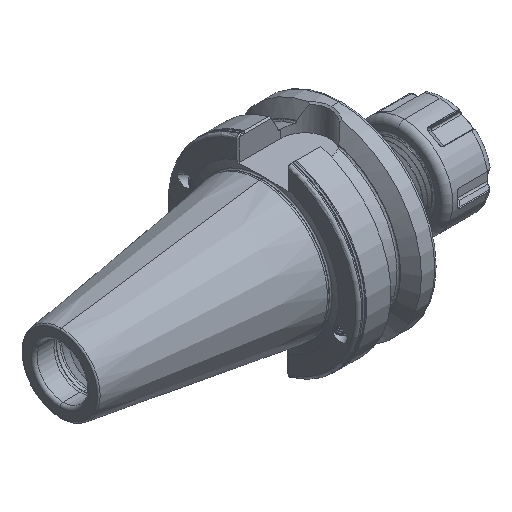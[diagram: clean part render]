
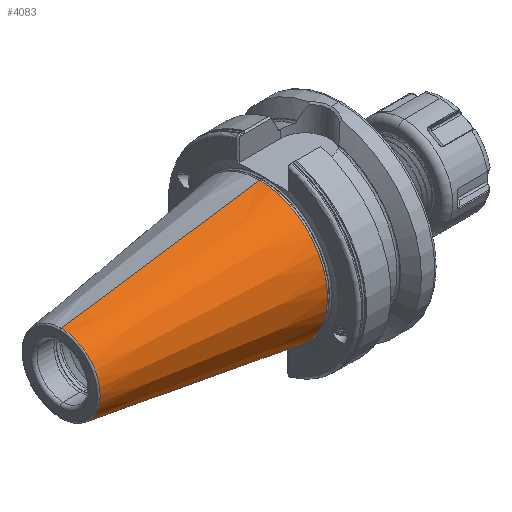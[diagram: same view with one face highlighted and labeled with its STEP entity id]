
A CAD part, isometric view. The second image highlights one B-rep face of the part: STEP entity #4083.
In plain terms, the highlighted conical face has half-angle 8.297 degrees and reference radius 22.24 mm.
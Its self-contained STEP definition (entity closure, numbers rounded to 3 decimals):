
#206 = CARTESIAN_POINT ( 'NONE',  ( -65.972, 0., -12.75 ) ) ;
#214 = CARTESIAN_POINT ( 'NONE',  ( -0.9, 0., 22.24 ) ) ;
#244 = CARTESIAN_POINT ( 'NONE',  ( -65.972, 0., 12.75 ) ) ;
#251 = CARTESIAN_POINT ( 'NONE',  ( -0.9, 0., -22.24 ) ) ;
#2479 = EDGE_CURVE ( 'NONE', #30725, #30722, #7220, .T. ) ;
#2485 = EDGE_CURVE ( 'NONE', #30716, #30701, #7205, .T. ) ;
#3234 = AXIS2_PLACEMENT_3D ( 'NONE', #12701, #12734, #12740 ) ;
#3236 = AXIS2_PLACEMENT_3D ( 'NONE', #12845, #12828, #12810 ) ;
#3252 = EDGE_CURVE ( 'NONE', #30722, #30701, #10809, .T. ) ;
#3267 = EDGE_CURVE ( 'NONE', #30725, #30716, #10838, .T. ) ;
#4083 = ADVANCED_FACE ( 'NONE', ( #11336 ), #11359, .T. ) ;
#4688 = ORIENTED_EDGE ( 'NONE', *, *, #3252, .F. ) ;
#4697 = ORIENTED_EDGE ( 'NONE', *, *, #3267, .T. ) ;
#4712 = ORIENTED_EDGE ( 'NONE', *, *, #2485, .T. ) ;
#4716 = ORIENTED_EDGE ( 'NONE', *, *, #2479, .F. ) ;
#6450 = EDGE_LOOP ( 'NONE', ( #4716, #4697, #4712, #4688 ) ) ;
#7205 = LINE ( 'NONE', #14183, #7206 ) ;
#7206 = VECTOR ( 'NONE', #14220, 1000. ) ;
#7220 = LINE ( 'NONE', #14171, #7223 ) ;
#7223 = VECTOR ( 'NONE', #14199, 1000. ) ;
#10809 = CIRCLE ( 'NONE', #3234, 22.24 ) ;
#10838 = CIRCLE ( 'NONE', #3236, 12.75 ) ;
#11336 = FACE_OUTER_BOUND ( 'NONE', #6450, .T. ) ;
#11359 = CONICAL_SURFACE ( 'NONE', #15237, 22.24, 0.145 ) ;
#12701 = CARTESIAN_POINT ( 'NONE',  ( -0.9, 0., 0. ) ) ;
#12734 = DIRECTION ( 'NONE',  ( 1., 0., 0. ) ) ;
#12740 = DIRECTION ( 'NONE',  ( 0., 0., -1. ) ) ;
#12810 = DIRECTION ( 'NONE',  ( 0., 0., -1. ) ) ;
#12828 = DIRECTION ( 'NONE',  ( 1., 0., 0. ) ) ;
#12845 = CARTESIAN_POINT ( 'NONE',  ( -65.972, 0., 0. ) ) ;
#14171 = CARTESIAN_POINT ( 'NONE',  ( -0.9, 0., 22.24 ) ) ;
#14183 = CARTESIAN_POINT ( 'NONE',  ( -0.9, 0., -22.24 ) ) ;
#14199 = DIRECTION ( 'NONE',  ( 0.99, 0., 0.144 ) ) ;
#14220 = DIRECTION ( 'NONE',  ( 0.99, 0., -0.144 ) ) ;
#15237 = AXIS2_PLACEMENT_3D ( 'NONE', #30024, #30091, #30084 ) ;
#30024 = CARTESIAN_POINT ( 'NONE',  ( -0.9, 0., 0. ) ) ;
#30084 = DIRECTION ( 'NONE',  ( 0., 0., -1. ) ) ;
#30091 = DIRECTION ( 'NONE',  ( 1., 0., 0. ) ) ;
#30701 = VERTEX_POINT ( 'NONE', #251 ) ;
#30716 = VERTEX_POINT ( 'NONE', #206 ) ;
#30722 = VERTEX_POINT ( 'NONE', #214 ) ;
#30725 = VERTEX_POINT ( 'NONE', #244 ) ;
